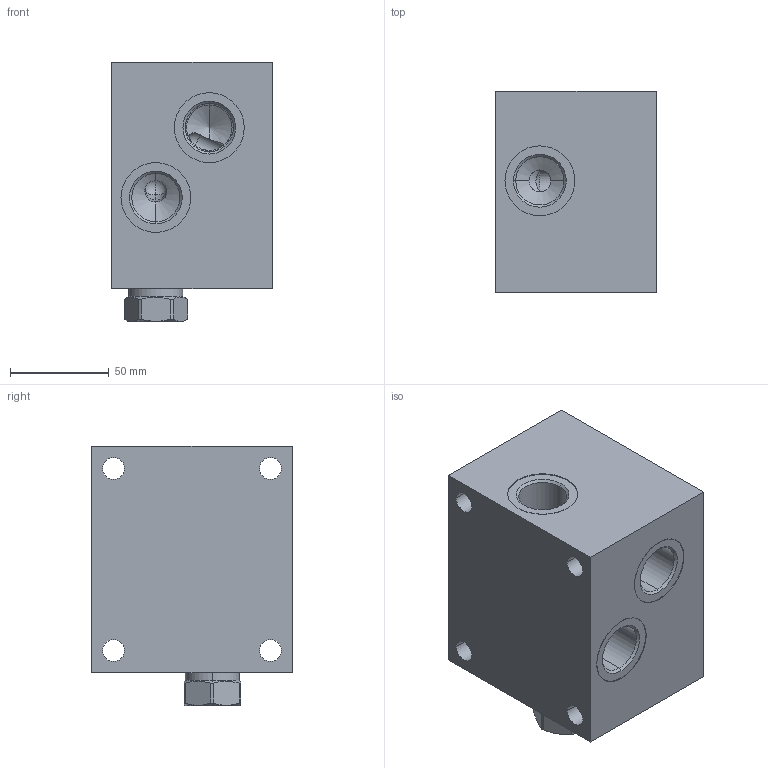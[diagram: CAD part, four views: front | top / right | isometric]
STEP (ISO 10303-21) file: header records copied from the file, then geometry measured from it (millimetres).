
FILE_DESCRIPTION((''),'2;1');
FILE_NAME('WAY_ASM','2021-09-27T',('ProEService'),(''),'PRO/ENGINEER BY PARAMETRIC TECHNOLOGY CORPORATION, 2014200','PRO/ENGINEER BY PARAMETRIC TECHNOLOGY CORPORATION, 2014200','');
FILE_SCHEMA(('CONFIG_CONTROL_DESIGN'));
Length unit declared in the file: inch
Products named in the file (4): 152-887-006; 340-003; CXFAXCN; WAY_ASM
Assembly tree (3 placements, depth 2):
  WAY_ASM
    152-887-006
    340-003
    CXFAXCN
Bounding box: 80.98 x 101.6 x 130.96 mm (x, y, z)
Volume: 820310.3 mm3; surface area: 101559.4 mm2
Topology: 5 solids, 5 shells, 295 faces, 950 edges, 796 vertices
Faces by surface type: cylinder 119, cone 90, plane 48, torus 24, revolution 8, sphere 6
Entity records: 12100 total; most frequent: CARTESIAN_POINT 3863, DIRECTION 1781, ORIENTED_EDGE 1388, EDGE_CURVE 694, AXIS2_PLACEMENT_3D 644, VECTOR 485, LINE 485, VERTEX_POINT 426
